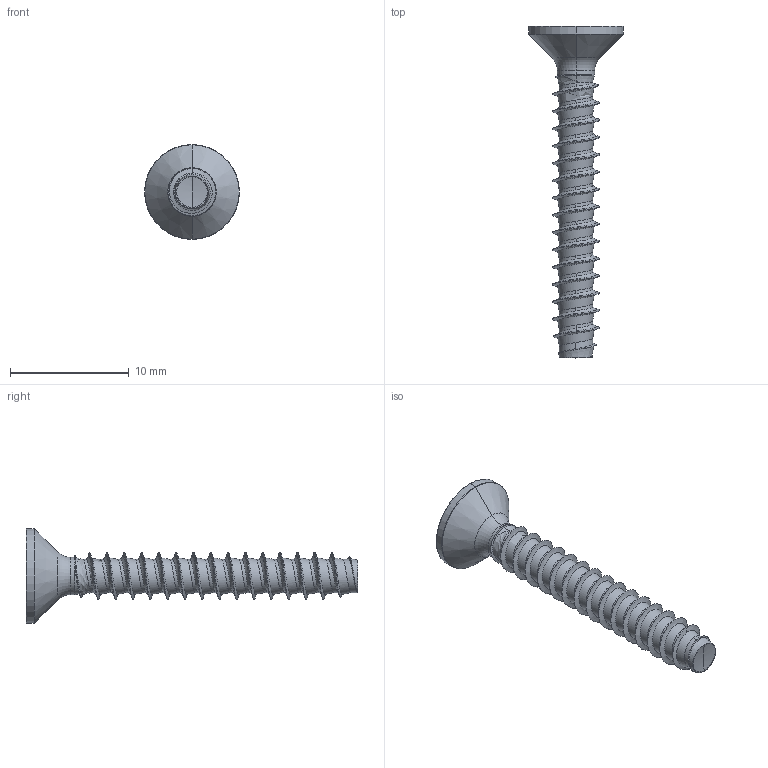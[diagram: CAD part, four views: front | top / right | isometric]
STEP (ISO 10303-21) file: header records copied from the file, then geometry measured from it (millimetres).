
FILE_DESCRIPTION (( 'STEP AP203' ), '1' );
FILE_NAME ('STP430400280.STEP', '2020-09-22T13:08:31', ( '' ), ( '' ), 'SwSTEP 2.0', 'SolidWorks 2015', '' );
FILE_SCHEMA (( 'CONFIG_CONTROL_DESIGN' ));
Length unit declared in the file: millimetre
Products named in the file (2): STP430400280
Bounding box: 8 x 28 x 8 mm (x, y, z)
Volume: 267 mm3; surface area: 522.4 mm2
Topology: 1 solids, 1 shells, 122 faces, 305 edges, 187 vertices
Faces by surface type: cylinder 59, bspline 35, cone 13, torus 10, plane 3, sphere 2
Entity records: 24244 total; most frequent: CARTESIAN_POINT 21616, ORIENTED_EDGE 610, DIRECTION 396, EDGE_CURVE 305, VERTEX_POINT 187, AXIS2_PLACEMENT_3D 160, B_SPLINE_CURVE_WITH_KNOTS 125, EDGE_LOOP 124
